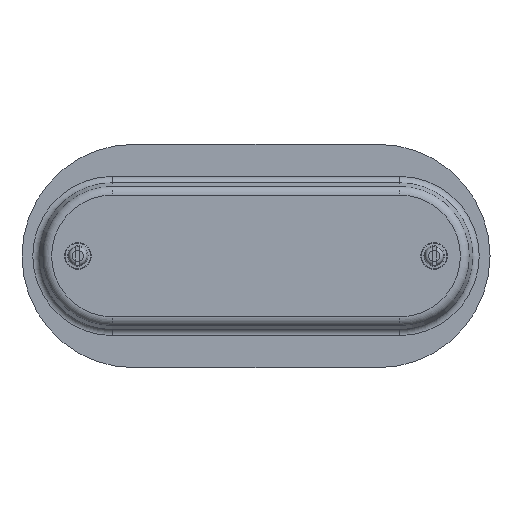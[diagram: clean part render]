
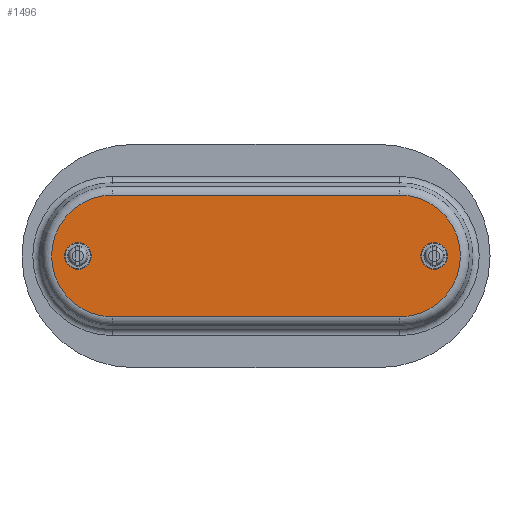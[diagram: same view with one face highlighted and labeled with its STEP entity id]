
A CAD part, top view. The second image highlights one B-rep face of the part: STEP entity #1496.
In plain terms, the highlighted planar face has unit normal (0, 0, 1).
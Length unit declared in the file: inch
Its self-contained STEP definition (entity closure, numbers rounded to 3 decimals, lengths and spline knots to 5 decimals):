
#84=FACE_BOUND('',#255,.T.);
#85=FACE_BOUND('',#256,.T.);
#114=PLANE('',#1686);
#159=FACE_OUTER_BOUND('',#254,.T.);
#254=EDGE_LOOP('',(#1036,#1037,#1038,#1039));
#255=EDGE_LOOP('',(#1040));
#256=EDGE_LOOP('',(#1041));
#368=CIRCLE('',#1687,1.42927);
#369=CIRCLE('',#1688,1.42927);
#370=CIRCLE('',#1689,0.1719);
#371=CIRCLE('',#1690,0.1719);
#468=LINE('',#2393,#568);
#469=LINE('',#2397,#569);
#568=VECTOR('',#1902,6.75);
#569=VECTOR('',#1905,6.75);
#668=VERTEX_POINT('',#2391);
#669=VERTEX_POINT('',#2392);
#670=VERTEX_POINT('',#2394);
#671=VERTEX_POINT('',#2396);
#672=VERTEX_POINT('',#2399);
#673=VERTEX_POINT('',#2401);
#812=EDGE_CURVE('',#668,#669,#468,.T.);
#813=EDGE_CURVE('',#669,#670,#368,.T.);
#814=EDGE_CURVE('',#670,#671,#469,.T.);
#815=EDGE_CURVE('',#671,#668,#369,.T.);
#816=EDGE_CURVE('',#672,#672,#370,.T.);
#817=EDGE_CURVE('',#673,#673,#371,.T.);
#1036=ORIENTED_EDGE('',*,*,#812,.T.);
#1037=ORIENTED_EDGE('',*,*,#813,.T.);
#1038=ORIENTED_EDGE('',*,*,#814,.T.);
#1039=ORIENTED_EDGE('',*,*,#815,.T.);
#1040=ORIENTED_EDGE('',*,*,#816,.T.);
#1041=ORIENTED_EDGE('',*,*,#817,.T.);
#1496=ADVANCED_FACE('',(#159,#84,#85),#114,.T.);
#1686=AXIS2_PLACEMENT_3D('',#2390,#1900,#1901);
#1687=AXIS2_PLACEMENT_3D('',#2395,#1903,#1904);
#1688=AXIS2_PLACEMENT_3D('',#2398,#1906,#1907);
#1689=AXIS2_PLACEMENT_3D('',#2400,#1908,#1909);
#1690=AXIS2_PLACEMENT_3D('',#2402,#1910,#1911);
#1900=DIRECTION('center_axis',(0.,0.,1.));
#1901=DIRECTION('ref_axis',(1.,0.,0.));
#1902=DIRECTION('',(-1.,0.,0.));
#1903=DIRECTION('center_axis',(0.,0.,1.));
#1904=DIRECTION('ref_axis',(1.,0.,0.));
#1905=DIRECTION('',(1.,0.,0.));
#1906=DIRECTION('center_axis',(0.,0.,1.));
#1907=DIRECTION('ref_axis',(1.,0.,0.));
#1908=DIRECTION('center_axis',(0.,0.,-1.));
#1909=DIRECTION('ref_axis',(-1.,0.,0.));
#1910=DIRECTION('center_axis',(0.,0.,-1.));
#1911=DIRECTION('ref_axis',(-1.,0.,0.));
#2390=CARTESIAN_POINT('Origin',(-2.,0.,0.53125));
#2391=CARTESIAN_POINT('',(4.25,1.42927,0.53125));
#2392=CARTESIAN_POINT('',(-2.5,1.42927,0.53125));
#2393=CARTESIAN_POINT('',(4.25,1.42927,0.53125));
#2394=CARTESIAN_POINT('',(-2.5,-1.42927,0.53125));
#2395=CARTESIAN_POINT('Origin',(-2.5,0.,0.53125));
#2396=CARTESIAN_POINT('',(4.25,-1.42927,0.53125));
#2397=CARTESIAN_POINT('',(-2.5,-1.42927,0.53125));
#2398=CARTESIAN_POINT('Origin',(4.25,0.,0.53125));
#2399=CARTESIAN_POINT('',(-3.4844,0.,0.53125));
#2400=CARTESIAN_POINT('Origin',(-3.3125,0.,0.53125));
#2401=CARTESIAN_POINT('',(4.8906,0.,0.53125));
#2402=CARTESIAN_POINT('Origin',(5.0625,0.,0.53125));
